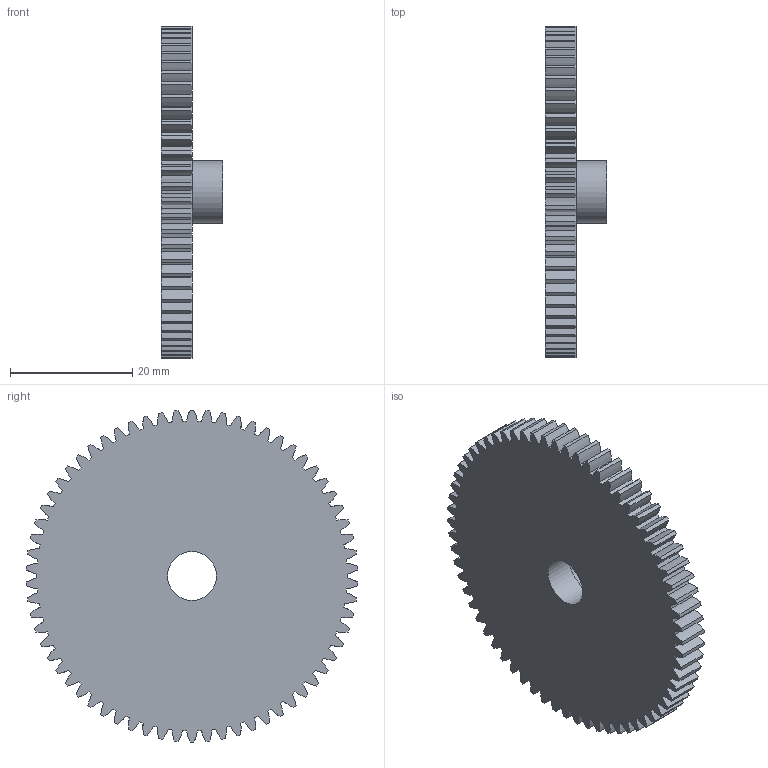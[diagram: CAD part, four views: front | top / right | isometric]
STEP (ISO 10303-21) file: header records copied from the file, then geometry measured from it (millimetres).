
FILE_DESCRIPTION(('FreeCAD Model'),'2;1');
FILE_NAME('Open CASCADE Shape Model','2023-02-20T21:04:38',(''),(''), 'Open CASCADE STEP processor 7.6','FreeCAD','Unknown');
FILE_SCHEMA(('AUTOMOTIVE_DESIGN { 1 0 10303 214 1 1 1 1 }'));
Length unit declared in the file: millimetre
Products named in the file (1): ведомая шестерня
Bounding box: 10 x 54.36 x 54.4 mm (x, y, z)
Volume: 10803.7 mm3; surface area: 6345 mm2
Topology: 1 solids, 1 shells, 270 faces, 800 edges, 533 vertices
Faces by surface type: extrusion 262, plane 5, cylinder 3
Full cylindrical faces by diameter (mm): 8 x2, 10.2 x1
Entity records: 22444 total; most frequent: CARTESIAN_POINT 8480, DIRECTION 1636, VECTOR 1605, ORIENTED_EDGE 1600, PCURVE 1600, DEFINITIONAL_REPRESENTATION 1600, LINE 1343, B_SPLINE_CURVE_WITH_KNOTS 1310
